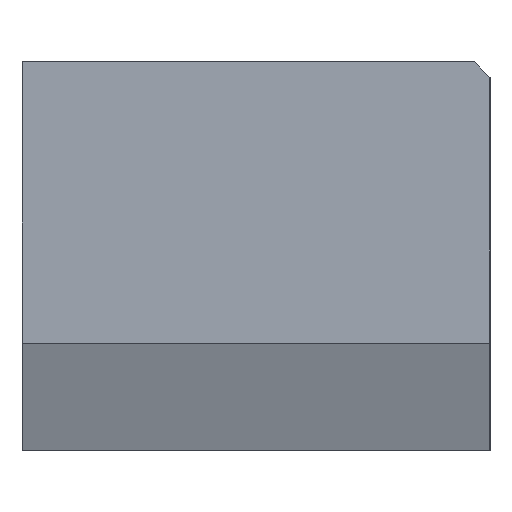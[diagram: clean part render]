
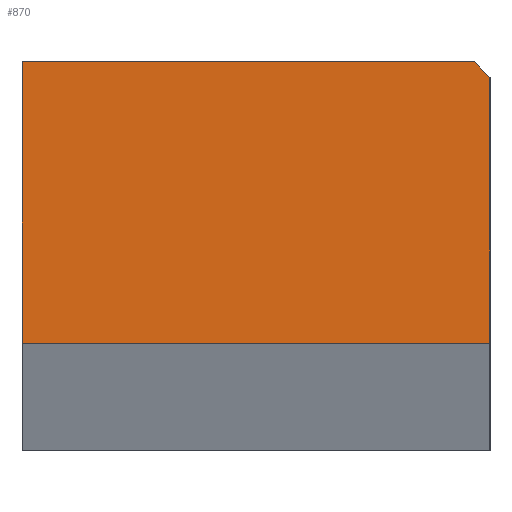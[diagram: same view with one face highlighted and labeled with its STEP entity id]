
A CAD part, left-side view. The second image highlights one B-rep face of the part: STEP entity #870.
In plain terms, the highlighted planar face has unit normal (-1, 0, 0).
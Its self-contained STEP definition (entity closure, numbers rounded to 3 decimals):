
#870=ADVANCED_FACE('NONE',(#2131),#2132,.F.);
#2131=FACE_OUTER_BOUND('',#3760,.T.);
#2132=PLANE('',#3761);
#3760=EDGE_LOOP('',(#7089,#7090,#7091,#7092,#7093));
#3761=AXIS2_PLACEMENT_3D('',#7094,#7095,#7096);
#7089=ORIENTED_EDGE('',*,*,#10207,.F.);
#7090=ORIENTED_EDGE('',*,*,#11427,.T.);
#7091=ORIENTED_EDGE('',*,*,#11428,.F.);
#7092=ORIENTED_EDGE('',*,*,#11076,.T.);
#7093=ORIENTED_EDGE('',*,*,#11429,.F.);
#7094=CARTESIAN_POINT('',(0.0,0.0,49.0));
#7095=DIRECTION('',(1.0,0.0,0.0));
#7096=DIRECTION('',(0.0,1.0,-0.0));
#10207=EDGE_CURVE('NONE',#12383,#12385,#12386,.T.);
#11076=EDGE_CURVE('NONE',#14120,#14118,#14121,.T.);
#11427=EDGE_CURVE('NONE',#12383,#14475,#14476,.T.);
#11428=EDGE_CURVE('NONE',#14120,#14475,#14477,.T.);
#11429=EDGE_CURVE('NONE',#12385,#14118,#14478,.T.);
#12383=VERTEX_POINT('NONE',#15501);
#12385=VERTEX_POINT('NONE',#15504);
#12386=LINE('',#15505,#15506);
#14118=VERTEX_POINT('NONE',#18102);
#14120=VERTEX_POINT('NONE',#18105);
#14121=LINE('',#18106,#18107);
#14475=VERTEX_POINT('NONE',#18683);
#14476=LINE('',#18684,#18685);
#14477=LINE('',#18686,#18687);
#14478=LINE('',#18688,#18689);
#15501=CARTESIAN_POINT('',(0.0,0.0,47.0));
#15504=CARTESIAN_POINT('',(0.0,0.0,13.5));
#15505=CARTESIAN_POINT('',(0.0,0.0,49.0));
#15506=VECTOR('',#19872,1000.0);
#18102=CARTESIAN_POINT('',(0.0,59.0,13.5));
#18105=CARTESIAN_POINT('',(0.0,59.0,49.0));
#18106=CARTESIAN_POINT('',(0.0,59.0,49.0));
#18107=VECTOR('',#20744,1000.0);
#18683=CARTESIAN_POINT('',(0.0,2.,49.0));
#18684=CARTESIAN_POINT('',(0.0,2.,49.0));
#18685=VECTOR('',#21021,1000.0);
#18686=CARTESIAN_POINT('',(0.0,0.0,49.0));
#18687=VECTOR('',#21022,1000.0);
#18688=CARTESIAN_POINT('',(0.0,0.0,13.5));
#18689=VECTOR('',#21023,1000.0);
#19872=DIRECTION('',(-0.0,-0.0,-1.0));
#20744=DIRECTION('',(-0.0,-0.0,-1.0));
#21021=DIRECTION('',(-0.0,0.707,0.707));
#21022=DIRECTION('',(-0.0,-1.0,-0.0));
#21023=DIRECTION('',(0.0,1.0,0.0));
